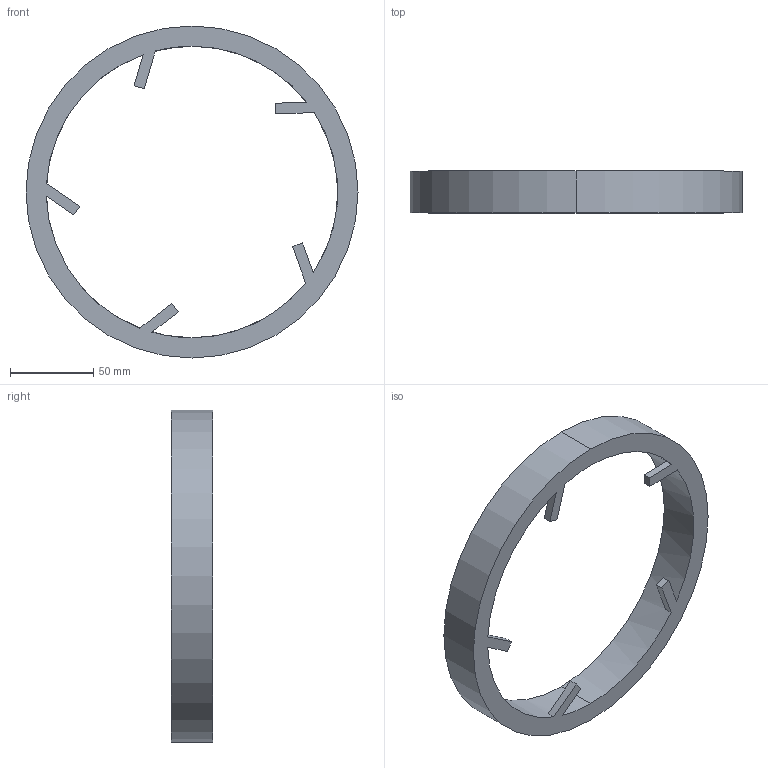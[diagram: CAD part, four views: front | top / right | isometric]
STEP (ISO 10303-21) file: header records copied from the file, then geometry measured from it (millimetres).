
FILE_DESCRIPTION (( 'STEP AP203' ), '1' );
FILE_NAME ('SuperTab.STEP', '2022-02-05T01:12:47', ( '' ), ( '' ), 'SwSTEP 2.0', 'SolidWorks 2021', '' );
FILE_SCHEMA (( 'CONFIG_CONTROL_DESIGN' ));
Length unit declared in the file: inch
Products named in the file (1): SuperTab
Bounding box: 198.83 x 25 x 198.83 mm (x, y, z)
Volume: 180939 mm3; surface area: 45911.1 mm2
Topology: 1 solids, 1 shells, 26 faces, 72 edges, 48 vertices
Faces by surface type: plane 22, cylinder 4
Entity records: 917 total; most frequent: CARTESIAN_POINT 147, DIRECTION 144, ORIENTED_EDGE 144, EDGE_CURVE 72, VECTOR 54, LINE 54, VERTEX_POINT 48, AXIS2_PLACEMENT_3D 45
